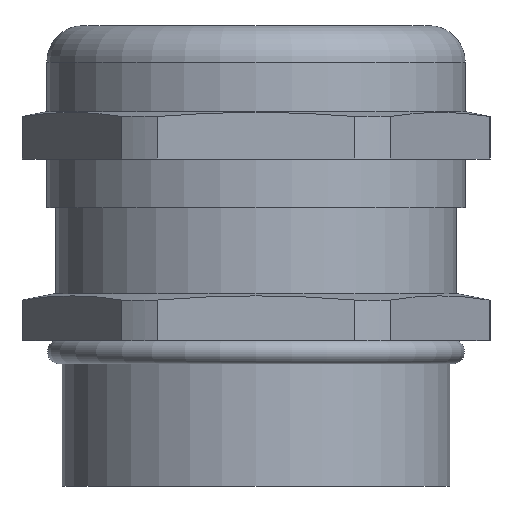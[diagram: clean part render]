
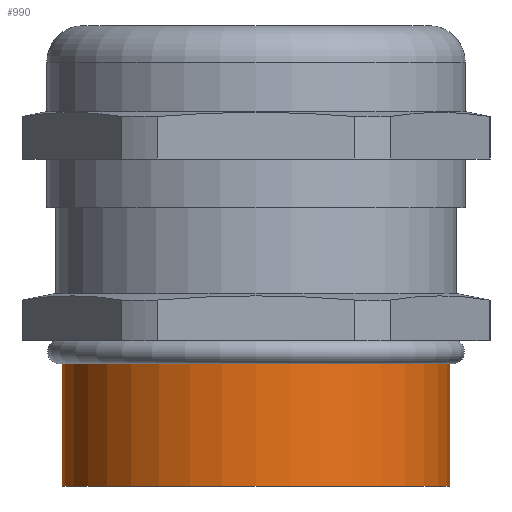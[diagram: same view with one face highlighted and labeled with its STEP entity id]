
A CAD part, front view. The second image highlights one B-rep face of the part: STEP entity #990.
In plain terms, the highlighted cylindrical face has radius 16 mm (diameter 32 mm), a partial arc.
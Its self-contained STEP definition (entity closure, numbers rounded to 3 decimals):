
#133=CARTESIAN_POINT('',(0.,0.,-3.5));
#134=DIRECTION('',(0.,0.,1.));
#135=DIRECTION('',(-1.,0.,0.));
#136=AXIS2_PLACEMENT_3D('',#133,#134,#135);
#148=DIRECTION('',(0.,0.,-1.));
#149=VECTOR('',#148,10.12);
#150=CARTESIAN_POINT('',(16.,0.,6.62));
#151=LINE('',#150,#149);
#152=DIRECTION('',(0.,0.,1.));
#153=VECTOR('',#152,10.12);
#154=CARTESIAN_POINT('',(-16.,0.,-3.5));
#155=LINE('',#154,#153);
#161=CARTESIAN_POINT('',(0.,0.,6.62));
#162=DIRECTION('',(0.,0.,1.));
#163=DIRECTION('',(-1.,0.,0.));
#164=AXIS2_PLACEMENT_3D('',#161,#162,#163);
#785=CARTESIAN_POINT('',(-16.,0.,6.62));
#787=VERTEX_POINT('',#785);
#788=CARTESIAN_POINT('',(16.,0.,6.62));
#789=VERTEX_POINT('',#788);
#812=CARTESIAN_POINT('',(16.,0.,-3.5));
#813=CARTESIAN_POINT('',(-16.,0.,-3.5));
#814=VERTEX_POINT('',#812);
#815=VERTEX_POINT('',#813);
#978=CARTESIAN_POINT('',(0.,0.,8.5));
#979=DIRECTION('',(0.,0.,-1.));
#980=DIRECTION('',(-1.,0.,0.));
#981=AXIS2_PLACEMENT_3D('',#978,#979,#980);
#982=CYLINDRICAL_SURFACE('',#981,16.);
#983=ORIENTED_EDGE('',*,*,#971,.T.);
#984=ORIENTED_EDGE('',*,*,#954,.F.);
#985=ORIENTED_EDGE('',*,*,#968,.T.);
#987=ORIENTED_EDGE('',*,*,#986,.T.);
#988=EDGE_LOOP('',(#983,#984,#985,#987));
#989=FACE_OUTER_BOUND('',#988,.F.);
#137=CIRCLE('',#136,16.);
#165=CIRCLE('',#164,16.);
#954=EDGE_CURVE('',#815,#814,#137,.T.);
#968=EDGE_CURVE('',#815,#787,#155,.T.);
#971=EDGE_CURVE('',#789,#814,#151,.T.);
#986=EDGE_CURVE('',#787,#789,#165,.T.);
#990=ADVANCED_FACE('',(#989),#982,.T.);
